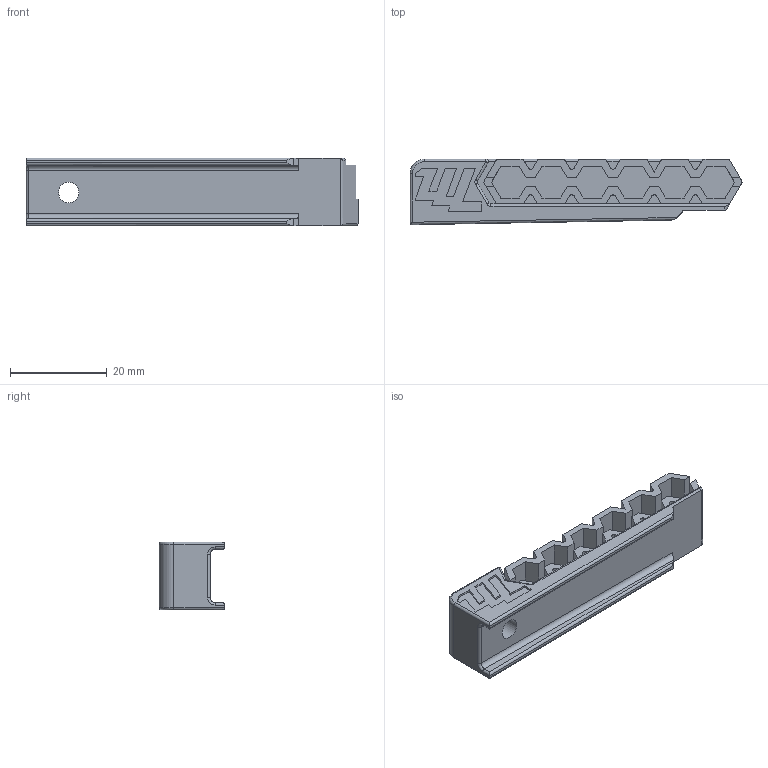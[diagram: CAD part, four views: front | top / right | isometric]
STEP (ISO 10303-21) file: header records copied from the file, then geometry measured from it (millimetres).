
FILE_DESCRIPTION(/* description */ (''),/* implementation_level */ '2;1');
FILE_NAME(/* name */ 'Makita_BitHolder v13.step',/* time_stamp */ '2020-11-03T16:06:35+01:00',/* author */ (''),/* organization */ (''),/* preprocessor_version */ 'ST-DEVELOPER v18.1',/* originating_system */ 'Autodesk Translation Framework v9.3.0.1241',/* authorisation */ '');
FILE_SCHEMA (('AUTOMOTIVE_DESIGN { 1 0 10303 214 3 1 1 }'));
Length unit declared in the file: millimetre
Products named in the file (2): Makita_BitHolder; Makita_BitHolder_Right_noMAG
Assembly tree (1 placements, depth 2):
  Makita_BitHolder
    Makita_BitHolder_Right_noMAG
Bounding box: 68.46 x 13.5 x 14 mm (x, y, z)
Volume: 6076.1 mm3; surface area: 6260.7 mm2
Topology: 1 solids, 1 shells, 185 faces, 517 edges, 336 vertices
Faces by surface type: plane 127, cylinder 46, torus 7, sphere 3, bspline 2
Full cylindrical faces by diameter (mm): 4.2 x1, 10 x1
Entity records: 5951 total; most frequent: CARTESIAN_POINT 1083, ORIENTED_EDGE 1034, DIRECTION 975, EDGE_CURVE 517, LINE 415, VECTOR 415, VERTEX_POINT 336, AXIS2_PLACEMENT_3D 280
